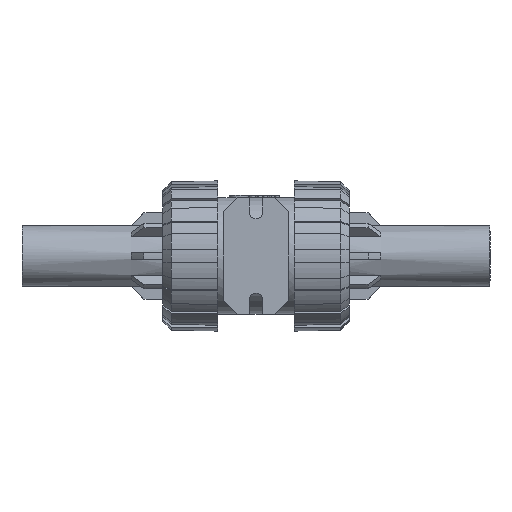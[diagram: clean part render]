
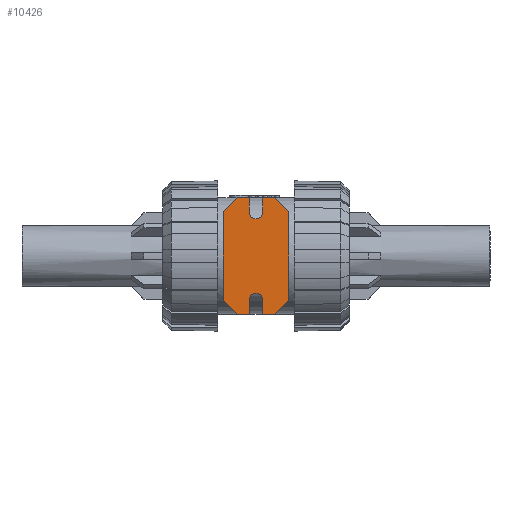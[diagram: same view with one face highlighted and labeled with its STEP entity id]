
A CAD part, front view. The second image highlights one B-rep face of the part: STEP entity #10426.
In plain terms, the highlighted planar face has unit normal (0, -1, 0).
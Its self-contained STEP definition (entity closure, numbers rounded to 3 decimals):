
#936=CIRCLE('',#11343,2.7);
#937=CIRCLE('',#11352,2.7);
#1167=PLANE('',#11356);
#1723=FACE_OUTER_BOUND('',#2276,.T.);
#2276=EDGE_LOOP('',(#9128,#9129,#9130,#9131,#9132,#9133,#9134,#9135,#9136,
#9137,#9138,#9139,#9140,#9141,#9142,#9143));
#2878=LINE('',#19513,#3549);
#2930=LINE('',#19628,#3601);
#2932=LINE('',#19632,#3603);
#2934=LINE('',#19636,#3605);
#2937=LINE('',#19644,#3608);
#2939=LINE('',#19648,#3610);
#2941=LINE('',#19652,#3612);
#2943=LINE('',#19656,#3614);
#2945=LINE('',#19660,#3616);
#2947=LINE('',#19664,#3618);
#2949=LINE('',#19668,#3620);
#2952=LINE('',#19676,#3623);
#2954=LINE('',#19680,#3625);
#2955=LINE('',#19682,#3626);
#3549=VECTOR('',#13582,1.);
#3601=VECTOR('',#13690,1.);
#3603=VECTOR('',#13694,1.);
#3605=VECTOR('',#13698,1.);
#3608=VECTOR('',#13707,1.);
#3610=VECTOR('',#13711,1.);
#3612=VECTOR('',#13715,1.);
#3614=VECTOR('',#13719,1.);
#3616=VECTOR('',#13723,1.);
#3618=VECTOR('',#13727,1.);
#3620=VECTOR('',#13731,1.);
#3623=VECTOR('',#13740,1.);
#3625=VECTOR('',#13744,1.);
#3626=VECTOR('',#13747,1.);
#4719=VERTEX_POINT('',#19510);
#4720=VERTEX_POINT('',#19512);
#4755=VERTEX_POINT('',#19626);
#4756=VERTEX_POINT('',#19630);
#4757=VERTEX_POINT('',#19634);
#4758=VERTEX_POINT('',#19638);
#4759=VERTEX_POINT('',#19642);
#4760=VERTEX_POINT('',#19646);
#4761=VERTEX_POINT('',#19650);
#4762=VERTEX_POINT('',#19654);
#4763=VERTEX_POINT('',#19658);
#4764=VERTEX_POINT('',#19662);
#4765=VERTEX_POINT('',#19666);
#4766=VERTEX_POINT('',#19670);
#4767=VERTEX_POINT('',#19674);
#4768=VERTEX_POINT('',#19678);
#6164=EDGE_CURVE('',#4720,#4719,#2878,.T.);
#6222=EDGE_CURVE('',#4719,#4755,#2930,.T.);
#6224=EDGE_CURVE('',#4755,#4756,#2932,.T.);
#6226=EDGE_CURVE('',#4756,#4757,#2934,.T.);
#6228=EDGE_CURVE('',#4757,#4758,#936,.T.);
#6230=EDGE_CURVE('',#4758,#4759,#2937,.T.);
#6232=EDGE_CURVE('',#4759,#4760,#2939,.T.);
#6234=EDGE_CURVE('',#4760,#4761,#2941,.T.);
#6236=EDGE_CURVE('',#4761,#4762,#2943,.T.);
#6238=EDGE_CURVE('',#4762,#4763,#2945,.T.);
#6240=EDGE_CURVE('',#4763,#4764,#2947,.T.);
#6242=EDGE_CURVE('',#4764,#4765,#2949,.T.);
#6244=EDGE_CURVE('',#4765,#4766,#937,.T.);
#6246=EDGE_CURVE('',#4766,#4767,#2952,.T.);
#6248=EDGE_CURVE('',#4767,#4768,#2954,.T.);
#6249=EDGE_CURVE('',#4768,#4720,#2955,.T.);
#9128=ORIENTED_EDGE('',*,*,#6164,.T.);
#9129=ORIENTED_EDGE('',*,*,#6222,.T.);
#9130=ORIENTED_EDGE('',*,*,#6224,.T.);
#9131=ORIENTED_EDGE('',*,*,#6226,.T.);
#9132=ORIENTED_EDGE('',*,*,#6228,.T.);
#9133=ORIENTED_EDGE('',*,*,#6230,.T.);
#9134=ORIENTED_EDGE('',*,*,#6232,.T.);
#9135=ORIENTED_EDGE('',*,*,#6234,.T.);
#9136=ORIENTED_EDGE('',*,*,#6236,.T.);
#9137=ORIENTED_EDGE('',*,*,#6238,.T.);
#9138=ORIENTED_EDGE('',*,*,#6240,.T.);
#9139=ORIENTED_EDGE('',*,*,#6242,.T.);
#9140=ORIENTED_EDGE('',*,*,#6244,.T.);
#9141=ORIENTED_EDGE('',*,*,#6246,.T.);
#9142=ORIENTED_EDGE('',*,*,#6248,.T.);
#9143=ORIENTED_EDGE('',*,*,#6249,.T.);
#10426=ADVANCED_FACE('',(#1723),#1167,.F.);
#11343=AXIS2_PLACEMENT_3D('',#19640,#13702,#13703);
#11352=AXIS2_PLACEMENT_3D('',#19672,#13735,#13736);
#11356=AXIS2_PLACEMENT_3D('',#19683,#13748,#13749);
#13582=DIRECTION('',(0.,0.,-1.));
#13690=DIRECTION('',(0.707,0.,-0.707));
#13694=DIRECTION('',(1.,0.,0.));
#13698=DIRECTION('',(0.,0.,1.));
#13702=DIRECTION('center_axis',(0.,1.,0.));
#13703=DIRECTION('ref_axis',(-1.,0.,0.));
#13707=DIRECTION('',(0.,0.,-1.));
#13711=DIRECTION('',(1.,0.,0.));
#13715=DIRECTION('',(0.707,0.,0.707));
#13719=DIRECTION('',(0.,0.,1.));
#13723=DIRECTION('',(-0.707,0.,0.707));
#13727=DIRECTION('',(-1.,0.,0.));
#13731=DIRECTION('',(0.,0.,-1.));
#13735=DIRECTION('center_axis',(0.,1.,0.));
#13736=DIRECTION('ref_axis',(1.,0.,0.));
#13740=DIRECTION('',(0.,0.,1.));
#13744=DIRECTION('',(-1.,0.,0.));
#13747=DIRECTION('',(-0.707,0.,-0.707));
#13748=DIRECTION('center_axis',(0.,1.,0.));
#13749=DIRECTION('ref_axis',(1.,0.,0.));
#19510=CARTESIAN_POINT('',(-13.5,-40.,-18.2));
#19512=CARTESIAN_POINT('',(-13.5,-40.,18.2));
#19513=CARTESIAN_POINT('',(-13.5,-40.,0.));
#19626=CARTESIAN_POINT('',(-7.7,-40.,-24.));
#19628=CARTESIAN_POINT('',(-13.5,-40.,-18.2));
#19630=CARTESIAN_POINT('',(-2.7,-40.,-24.));
#19632=CARTESIAN_POINT('',(-7.7,-40.,-24.));
#19634=CARTESIAN_POINT('',(-2.7,-40.,-18.));
#19636=CARTESIAN_POINT('',(-2.7,-40.,-24.));
#19638=CARTESIAN_POINT('',(2.7,-40.,-18.));
#19640=CARTESIAN_POINT('Origin',(0.,-40.,-18.));
#19642=CARTESIAN_POINT('',(2.7,-40.,-24.));
#19644=CARTESIAN_POINT('',(2.7,-40.,-18.));
#19646=CARTESIAN_POINT('',(7.7,-40.,-24.));
#19648=CARTESIAN_POINT('',(2.7,-40.,-24.));
#19650=CARTESIAN_POINT('',(13.5,-40.,-18.2));
#19652=CARTESIAN_POINT('',(7.7,-40.,-24.));
#19654=CARTESIAN_POINT('',(13.5,-40.,18.2));
#19656=CARTESIAN_POINT('',(13.5,-40.,-18.2));
#19658=CARTESIAN_POINT('',(7.7,-40.,24.));
#19660=CARTESIAN_POINT('',(13.5,-40.,18.2));
#19662=CARTESIAN_POINT('',(2.7,-40.,24.));
#19664=CARTESIAN_POINT('',(7.7,-40.,24.));
#19666=CARTESIAN_POINT('',(2.7,-40.,18.));
#19668=CARTESIAN_POINT('',(2.7,-40.,24.));
#19670=CARTESIAN_POINT('',(-2.7,-40.,18.));
#19672=CARTESIAN_POINT('Origin',(0.,-40.,18.));
#19674=CARTESIAN_POINT('',(-2.7,-40.,24.));
#19676=CARTESIAN_POINT('',(-2.7,-40.,18.));
#19678=CARTESIAN_POINT('',(-7.7,-40.,24.));
#19680=CARTESIAN_POINT('',(-2.7,-40.,24.));
#19682=CARTESIAN_POINT('',(-7.7,-40.,24.));
#19683=CARTESIAN_POINT('Origin',(0.,-40.,0.));
